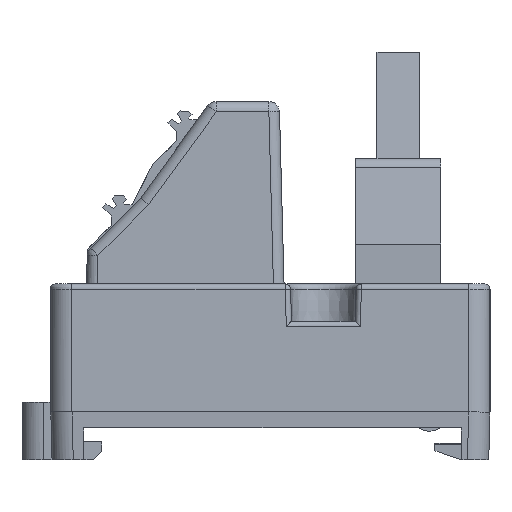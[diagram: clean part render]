
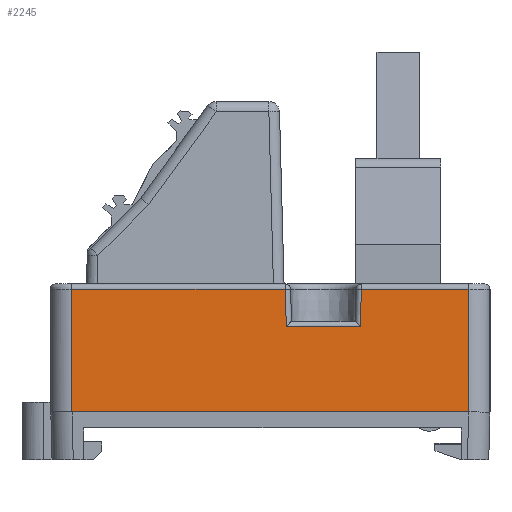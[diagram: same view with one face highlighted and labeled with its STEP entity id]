
A CAD part, left-side view. The second image highlights one B-rep face of the part: STEP entity #2245.
In plain terms, the highlighted planar face has unit normal (-1, 0, 0.026).
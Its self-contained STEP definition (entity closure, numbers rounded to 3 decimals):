
#1424=FACE_OUTER_BOUND('',#4284,.T.);
#2245=ADVANCED_FACE('',(#1424),#3107,.T.);
#3107=PLANE('',#17608);
#4000=B_SPLINE_CURVE_WITH_KNOTS('',3,(#23858,#23859,#23860,#23861),
 .UNSPECIFIED.,.F.,.F.,(4,4),(0.,1.),.UNSPECIFIED.);
#4284=EDGE_LOOP('',(#5739,#5740,#5741,#5742,#5743,#5744,#5745,#5746,#5747));
#5739=ORIENTED_EDGE('',*,*,#11730,.T.);
#5740=ORIENTED_EDGE('',*,*,#11748,.T.);
#5741=ORIENTED_EDGE('',*,*,#11726,.T.);
#5742=ORIENTED_EDGE('',*,*,#11719,.T.);
#5743=ORIENTED_EDGE('',*,*,#11725,.T.);
#5744=ORIENTED_EDGE('',*,*,#11749,.T.);
#5745=ORIENTED_EDGE('',*,*,#11743,.T.);
#5746=ORIENTED_EDGE('',*,*,#11750,.T.);
#5747=ORIENTED_EDGE('',*,*,#11751,.T.);
#10194=VERTEX_POINT('',#23742);
#10195=VERTEX_POINT('',#23747);
#10196=VERTEX_POINT('',#23749);
#10200=VERTEX_POINT('',#23761);
#10201=VERTEX_POINT('',#23765);
#10203=VERTEX_POINT('',#23776);
#10204=VERTEX_POINT('',#23778);
#10212=VERTEX_POINT('',#23844);
#10213=VERTEX_POINT('',#23862);
#11719=EDGE_CURVE('',#10195,#10196,#13931,.T.);
#11725=EDGE_CURVE('',#10196,#10200,#13934,.T.);
#11726=EDGE_CURVE('',#10201,#10195,#13935,.T.);
#11730=EDGE_CURVE('',#10204,#10203,#13937,.T.);
#11743=EDGE_CURVE('',#10212,#10194,#13944,.T.);
#11748=EDGE_CURVE('',#10203,#10201,#13948,.T.);
#11749=EDGE_CURVE('',#10200,#10212,#13949,.T.);
#11750=EDGE_CURVE('',#10194,#10213,#4000,.T.);
#11751=EDGE_CURVE('',#10213,#10204,#13950,.T.);
#13931=LINE('',#23750,#15849);
#13934=LINE('',#23762,#15852);
#13935=LINE('',#23764,#15853);
#13937=LINE('',#23777,#15855);
#13944=LINE('',#23843,#15862);
#13948=LINE('',#23856,#15866);
#13949=LINE('',#23857,#15867);
#13950=LINE('',#23863,#15868);
#15849=VECTOR('',#19068,1.);
#15852=VECTOR('',#19081,1.);
#15853=VECTOR('',#19084,1.);
#15855=VECTOR('',#19090,1.);
#15862=VECTOR('',#19111,1.);
#15866=VECTOR('',#19119,1.);
#15867=VECTOR('',#19120,1.);
#15868=VECTOR('',#19121,1.);
#17608=AXIS2_PLACEMENT_3D('',#23864,#19122,#19123);
#19068=DIRECTION('',(0.,1.,0.));
#19081=DIRECTION('',(0.026,0.026,0.999));
#19084=DIRECTION('',(-0.026,0.026,-0.999));
#19090=DIRECTION('',(0.026,0.,1.));
#19111=DIRECTION('',(-0.026,0.,-1.));
#19119=DIRECTION('',(0.,1.,0.));
#19120=DIRECTION('',(0.,1.,0.));
#19121=DIRECTION('',(0.,-1.,0.));
#19122=DIRECTION('',(-1.,0.,0.026));
#19123=DIRECTION('',(-0.026,0.,-1.));
#23742=CARTESIAN_POINT('',(289.958,-542.382,178.5));
#23747=CARTESIAN_POINT('',(290.168,-569.468,186.513));
#23749=CARTESIAN_POINT('',(290.168,-562.52,186.513));
#23750=CARTESIAN_POINT('',(290.168,-563.007,186.513));
#23761=CARTESIAN_POINT('',(290.259,-562.428,190.013));
#23762=CARTESIAN_POINT('',(289.959,-562.728,178.545));
#23764=CARTESIAN_POINT('',(289.952,-569.252,178.284));
#23765=CARTESIAN_POINT('',(290.259,-569.559,190.013));
#23776=CARTESIAN_POINT('',(290.259,-579.628,190.013));
#23777=CARTESIAN_POINT('',(289.958,-579.628,178.5));
#23778=CARTESIAN_POINT('',(289.958,-579.628,178.5));
#23843=CARTESIAN_POINT('',(289.958,-542.382,178.5));
#23844=CARTESIAN_POINT('',(290.259,-542.382,190.013));
#23856=CARTESIAN_POINT('',(290.259,-569.072,190.013));
#23857=CARTESIAN_POINT('',(290.259,-542.382,190.013));
#23858=CARTESIAN_POINT('',(289.958,-542.382,178.5));
#23859=CARTESIAN_POINT('',(289.958,-542.395,178.5));
#23860=CARTESIAN_POINT('',(289.958,-542.409,178.5));
#23861=CARTESIAN_POINT('',(289.958,-542.422,178.5));
#23862=CARTESIAN_POINT('',(289.958,-542.422,178.5));
#23863=CARTESIAN_POINT('',(289.958,-541.407,178.5));
#23864=CARTESIAN_POINT('',(289.958,-561.005,178.5));
